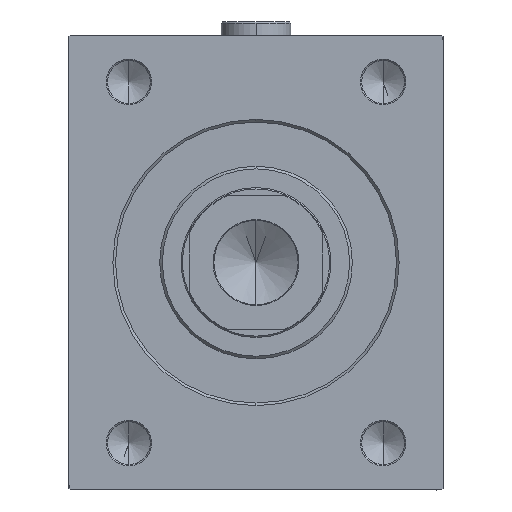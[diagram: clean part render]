
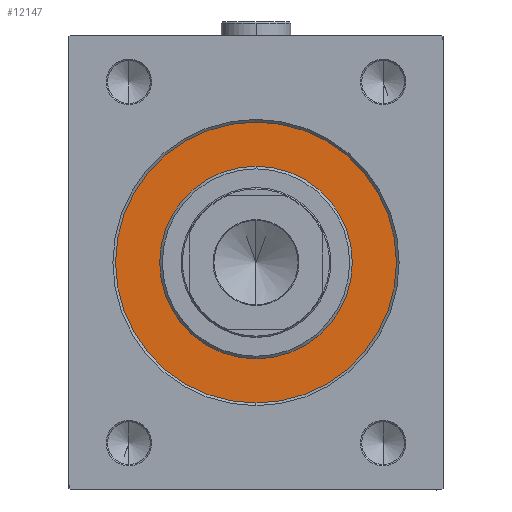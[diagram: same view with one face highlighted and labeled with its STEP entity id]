
A CAD part, left-side view. The second image highlights one B-rep face of the part: STEP entity #12147.
In plain terms, the highlighted face is planar.
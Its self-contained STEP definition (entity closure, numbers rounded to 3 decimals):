
#2286 = DIRECTION ( 'NONE',  ( 1., 0., 0. ) ) ;
#5133 = CIRCLE ( 'NONE', #12495, 36. ) ;
#7879 = EDGE_CURVE ( 'NONE', #36149, #10653, #5133, .T. ) ;
#8217 = AXIS2_PLACEMENT_3D ( 'NONE', #38756, #24262, #21020 ) ;
#10615 = EDGE_CURVE ( 'NONE', #21819, #26994, #24348, .T. ) ;
#10653 = VERTEX_POINT ( 'NONE', #38406 ) ;
#11596 = CARTESIAN_POINT ( 'NONE',  ( 0., 0., 52.5 ) ) ;
#11839 = CARTESIAN_POINT ( 'NONE',  ( 0., 0., 36. ) ) ;
#12147 = ADVANCED_FACE ( 'NONE', ( #17337, #41991 ), #21248, .F. ) ;
#12495 = AXIS2_PLACEMENT_3D ( 'NONE', #19572, #19346, #33173 ) ;
#13306 = CARTESIAN_POINT ( 'NONE',  ( 0., 0., 0. ) ) ;
#16598 = CIRCLE ( 'NONE', #24680, 36. ) ;
#17337 = FACE_BOUND ( 'NONE', #26848, .T. ) ;
#19346 = DIRECTION ( 'NONE',  ( 1., 0., 0. ) ) ;
#19572 = CARTESIAN_POINT ( 'NONE',  ( 0., 0., 0. ) ) ;
#20893 = ORIENTED_EDGE ( 'NONE', *, *, #37983, .F. ) ;
#21020 = DIRECTION ( 'NONE',  ( 0., 0., 1. ) ) ;
#21131 = DIRECTION ( 'NONE',  ( -1., 0., 0. ) ) ;
#21248 = PLANE ( 'NONE',  #8217 ) ;
#21526 = CARTESIAN_POINT ( 'NONE',  ( 0., 0., -52.5 ) ) ;
#21819 = VERTEX_POINT ( 'NONE', #11596 ) ;
#22797 = DIRECTION ( 'NONE',  ( 0., 0., -1. ) ) ;
#24262 = DIRECTION ( 'NONE',  ( -1., 0., 0. ) ) ;
#24348 = CIRCLE ( 'NONE', #31717, 52.5 ) ;
#24680 = AXIS2_PLACEMENT_3D ( 'NONE', #33389, #2286, #22797 ) ;
#24892 = ORIENTED_EDGE ( 'NONE', *, *, #7879, .F. ) ;
#26848 = EDGE_LOOP ( 'NONE', ( #24892, #20893 ) ) ;
#26994 = VERTEX_POINT ( 'NONE', #21526 ) ;
#28252 = DIRECTION ( 'NONE',  ( 0., 0., 1. ) ) ;
#31717 = AXIS2_PLACEMENT_3D ( 'NONE', #38187, #21131, #38859 ) ;
#31720 = DIRECTION ( 'NONE',  ( -1., 0., 0. ) ) ;
#32155 = AXIS2_PLACEMENT_3D ( 'NONE', #13306, #31720, #28252 ) ;
#33173 = DIRECTION ( 'NONE',  ( 0., 0., -1. ) ) ;
#33389 = CARTESIAN_POINT ( 'NONE',  ( 0., 0., 0. ) ) ;
#33607 = ORIENTED_EDGE ( 'NONE', *, *, #10615, .F. ) ;
#36149 = VERTEX_POINT ( 'NONE', #11839 ) ;
#37983 = EDGE_CURVE ( 'NONE', #10653, #36149, #16598, .T. ) ;
#38187 = CARTESIAN_POINT ( 'NONE',  ( 0., 0., 0. ) ) ;
#38406 = CARTESIAN_POINT ( 'NONE',  ( 0., 0., -36. ) ) ;
#38590 = EDGE_LOOP ( 'NONE', ( #39067, #33607 ) ) ;
#38756 = CARTESIAN_POINT ( 'NONE',  ( 0., 0., 0. ) ) ;
#38859 = DIRECTION ( 'NONE',  ( 0., 0., 1. ) ) ;
#39067 = ORIENTED_EDGE ( 'NONE', *, *, #42298, .F. ) ;
#40888 = CIRCLE ( 'NONE', #32155, 52.5 ) ;
#41991 = FACE_OUTER_BOUND ( 'NONE', #38590, .T. ) ;
#42298 = EDGE_CURVE ( 'NONE', #26994, #21819, #40888, .T. ) ;
